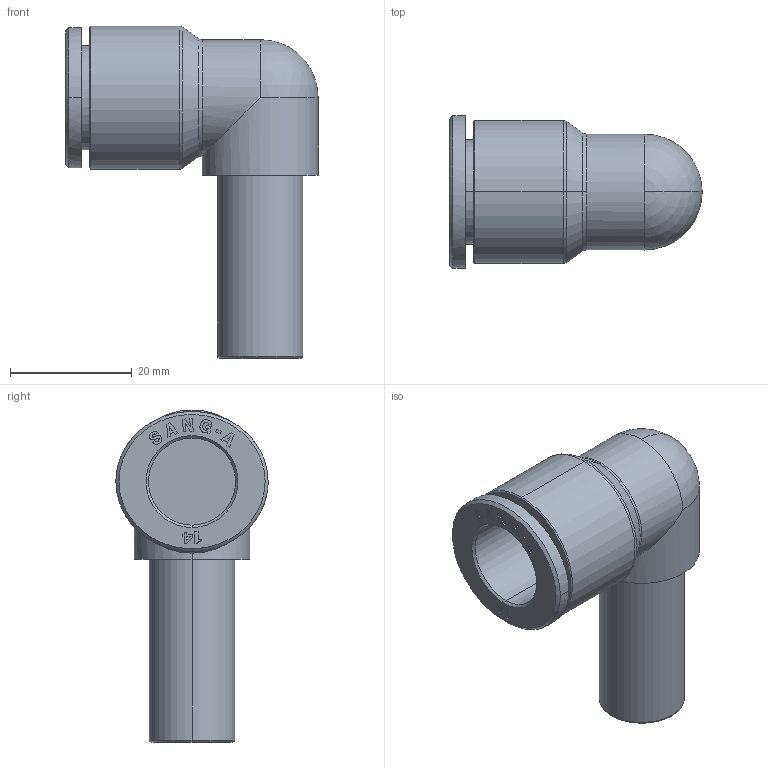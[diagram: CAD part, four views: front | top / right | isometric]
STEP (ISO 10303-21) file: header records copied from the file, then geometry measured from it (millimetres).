
FILE_DESCRIPTION((''),'2;1');
FILE_NAME('GPLJ_14(3D).stp','2017-07-17T11:37:42',(''),(''),'Mechanical Desktop 2009','Mechanical Desktop 2009',', , ');
FILE_SCHEMA(('CONFIG_CONTROL_DESIGN'));
Length unit declared in the file: millimetre
Products named in the file (2): GPLJ_14(3D); 睡ヶ1
Assembly tree (1 placements, depth 2):
  GPLJ_14(3D)
    睡ヶ1
Bounding box: 41.4 x 25 x 54.5 mm (x, y, z)
Volume: 11862 mm3; surface area: 7917.1 mm2
Topology: 1 solids, 1 shells, 164 faces, 423 edges, 275 vertices
Faces by surface type: plane 108, bspline 23, cylinder 19, cone 8, torus 4, sphere 2
Entity records: 5777 total; most frequent: CARTESIAN_POINT 1685, ORIENTED_EDGE 842, DIRECTION 800, EDGE_CURVE 421, VECTOR 316, LINE 316, VERTEX_POINT 275, AXIS2_PLACEMENT_3D 242
